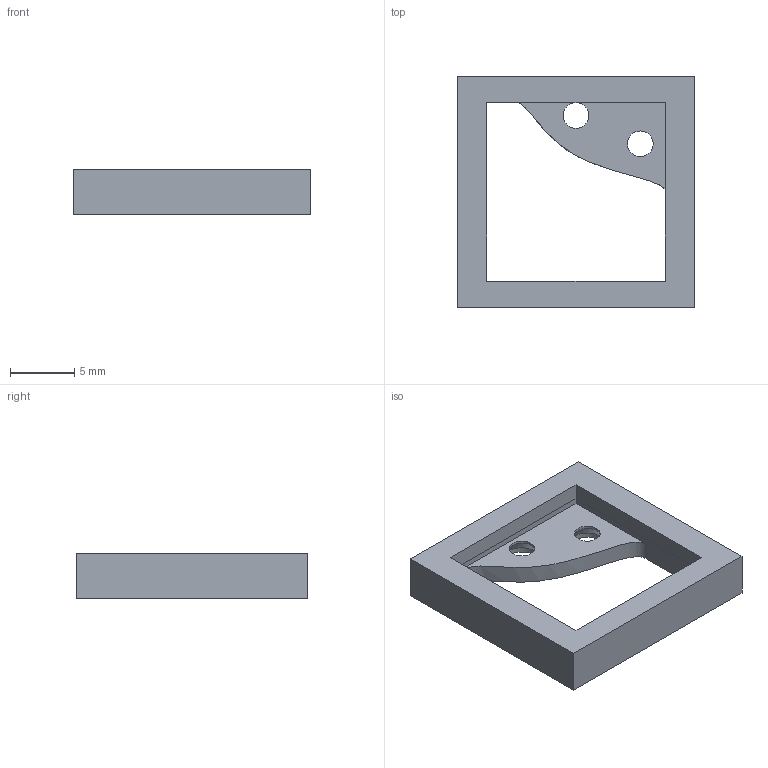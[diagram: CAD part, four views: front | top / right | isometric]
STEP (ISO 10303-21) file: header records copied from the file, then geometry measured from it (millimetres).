
FILE_DESCRIPTION(/* description */ ('FreeCAD Model'),/* implementation_level */ '2;1');
FILE_NAME(/* name */ 'key-choc-pumpkin.step',/* time_stamp */ '2025-07-01T05:22:17-04:00',/* author */ (''),/* organization */ (''),/* preprocessor_version */ 'ST-DEVELOPER v20.1',/* originating_system */ 'Autodesk Translation Framework v14.10.0.0',/* authorisation */ '');
FILE_SCHEMA (('AUTOMOTIVE_DESIGN { 1 0 10303 214 3 1 1 }'));
Length unit declared in the file: millimetre
Products named in the file (1): Body
Bounding box: 18.5 x 18 x 3.5 mm (x, y, z)
Volume: 513.2 mm3; surface area: 841.3 mm2
Topology: 1 solids, 1 shells, 23 faces, 56 edges, 36 vertices
Faces by surface type: plane 16, cylinder 4, cone 2, bspline 1
Full cylindrical faces by diameter (mm): 2 x2, 3 x2
Entity records: 725 total; most frequent: CARTESIAN_POINT 133, ORIENTED_EDGE 112, DIRECTION 108, EDGE_CURVE 56, LINE 46, VECTOR 46, VERTEX_POINT 36, AXIS2_PLACEMENT_3D 31
